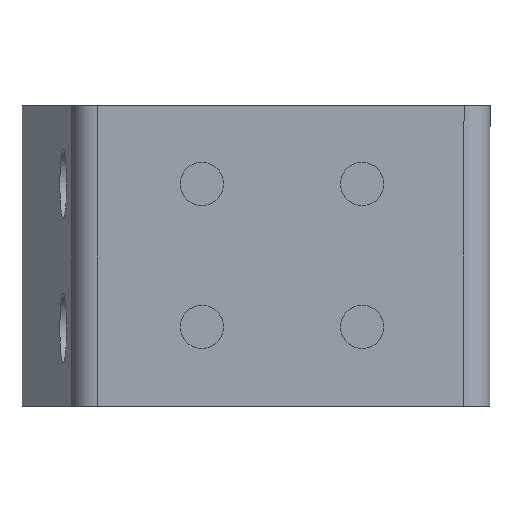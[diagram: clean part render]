
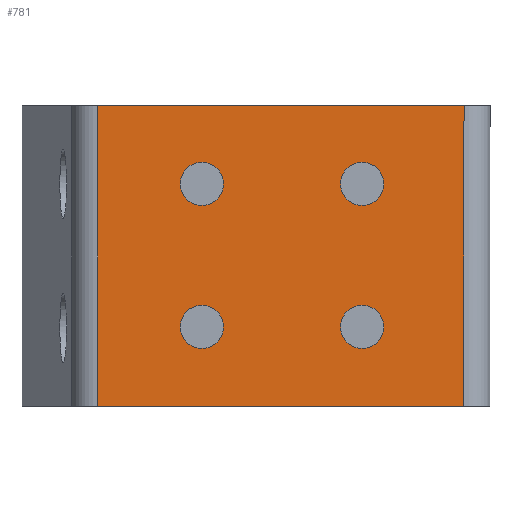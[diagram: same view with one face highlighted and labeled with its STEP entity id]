
A CAD part, front view. The second image highlights one B-rep face of the part: STEP entity #781.
In plain terms, the highlighted planar face has unit normal (0, -1, 0).
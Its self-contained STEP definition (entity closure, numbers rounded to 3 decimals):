
#21=FACE_BOUND('',#124,.T.);
#22=FACE_BOUND('',#125,.T.);
#23=FACE_BOUND('',#126,.T.);
#24=FACE_BOUND('',#127,.T.);
#56=PLANE('',#847);
#78=FACE_OUTER_BOUND('',#123,.T.);
#123=EDGE_LOOP('',(#552,#553,#554,#555));
#124=EDGE_LOOP('',(#556));
#125=EDGE_LOOP('',(#557));
#126=EDGE_LOOP('',(#558));
#127=EDGE_LOOP('',(#559));
#200=CIRCLE('',#848,2.5);
#201=CIRCLE('',#849,2.5);
#202=CIRCLE('',#850,2.5);
#203=CIRCLE('',#851,2.5);
#236=LINE('',#1211,#290);
#238=LINE('',#1217,#292);
#239=LINE('',#1219,#293);
#240=LINE('',#1220,#294);
#290=VECTOR('',#962,10.);
#292=VECTOR('',#968,10.);
#293=VECTOR('',#969,10.);
#294=VECTOR('',#970,10.);
#363=VERTEX_POINT('',#1208);
#364=VERTEX_POINT('',#1210);
#366=VERTEX_POINT('',#1216);
#367=VERTEX_POINT('',#1218);
#368=VERTEX_POINT('',#1221);
#369=VERTEX_POINT('',#1223);
#370=VERTEX_POINT('',#1225);
#371=VERTEX_POINT('',#1227);
#437=EDGE_CURVE('',#363,#364,#236,.T.);
#440=EDGE_CURVE('',#363,#366,#238,.T.);
#441=EDGE_CURVE('',#367,#366,#239,.T.);
#442=EDGE_CURVE('',#367,#364,#240,.T.);
#443=EDGE_CURVE('',#368,#368,#200,.T.);
#444=EDGE_CURVE('',#369,#369,#201,.T.);
#445=EDGE_CURVE('',#370,#370,#202,.T.);
#446=EDGE_CURVE('',#371,#371,#203,.T.);
#552=ORIENTED_EDGE('',*,*,#437,.F.);
#553=ORIENTED_EDGE('',*,*,#440,.T.);
#554=ORIENTED_EDGE('',*,*,#441,.F.);
#555=ORIENTED_EDGE('',*,*,#442,.T.);
#556=ORIENTED_EDGE('',*,*,#443,.T.);
#557=ORIENTED_EDGE('',*,*,#444,.T.);
#558=ORIENTED_EDGE('',*,*,#445,.T.);
#559=ORIENTED_EDGE('',*,*,#446,.T.);
#781=ADVANCED_FACE('',(#78,#21,#22,#23,#24),#56,.T.);
#847=AXIS2_PLACEMENT_3D('',#1215,#966,#967);
#848=AXIS2_PLACEMENT_3D('',#1222,#971,#972);
#849=AXIS2_PLACEMENT_3D('',#1224,#973,#974);
#850=AXIS2_PLACEMENT_3D('',#1226,#975,#976);
#851=AXIS2_PLACEMENT_3D('',#1228,#977,#978);
#962=DIRECTION('',(-1.,0.,0.));
#966=DIRECTION('center_axis',(0.,-1.,0.));
#967=DIRECTION('ref_axis',(0.,0.,-1.));
#968=DIRECTION('',(0.,0.,1.));
#969=DIRECTION('',(1.,0.,0.));
#970=DIRECTION('',(0.,0.,-1.));
#971=DIRECTION('center_axis',(0.,1.,0.));
#972=DIRECTION('ref_axis',(1.,0.,0.));
#973=DIRECTION('center_axis',(0.,1.,0.));
#974=DIRECTION('ref_axis',(1.,0.,0.));
#975=DIRECTION('center_axis',(0.,1.,0.));
#976=DIRECTION('ref_axis',(1.,0.,0.));
#977=DIRECTION('center_axis',(0.,1.,0.));
#978=DIRECTION('ref_axis',(1.,0.,0.));
#1208=CARTESIAN_POINT('',(-5.359,-63.5,8.726));
#1210=CARTESIAN_POINT('',(-40.,-63.5,8.726));
#1211=CARTESIAN_POINT('',(-20.,-63.5,8.726));
#1215=CARTESIAN_POINT('Origin',(-40.,-63.5,56.));
#1216=CARTESIAN_POINT('',(-5.359,-63.5,51.));
#1217=CARTESIAN_POINT('',(-5.359,-63.5,50.));
#1218=CARTESIAN_POINT('',(-40.,-63.5,51.));
#1219=CARTESIAN_POINT('',(-31.34,-63.5,51.));
#1220=CARTESIAN_POINT('',(-40.,-63.5,56.));
#1221=CARTESIAN_POINT('',(-17.,-63.5,39.25));
#1222=CARTESIAN_POINT('Origin',(-14.5,-63.5,39.25));
#1223=CARTESIAN_POINT('',(-17.,-63.5,20.75));
#1224=CARTESIAN_POINT('Origin',(-14.5,-63.5,20.75));
#1225=CARTESIAN_POINT('',(-33.5,-63.5,39.25));
#1226=CARTESIAN_POINT('Origin',(-31.,-63.5,39.25));
#1227=CARTESIAN_POINT('',(-33.5,-63.5,20.75));
#1228=CARTESIAN_POINT('Origin',(-31.,-63.5,20.75));
